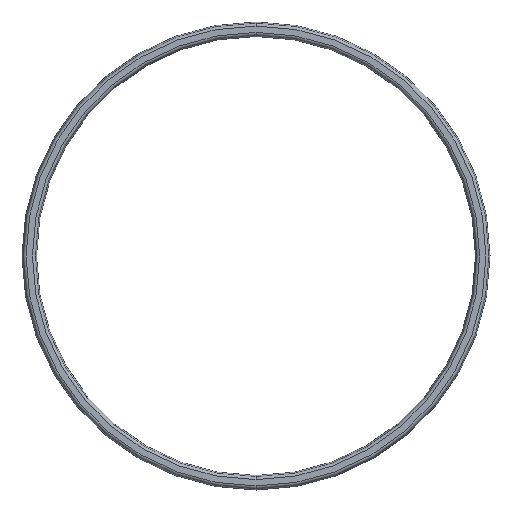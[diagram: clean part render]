
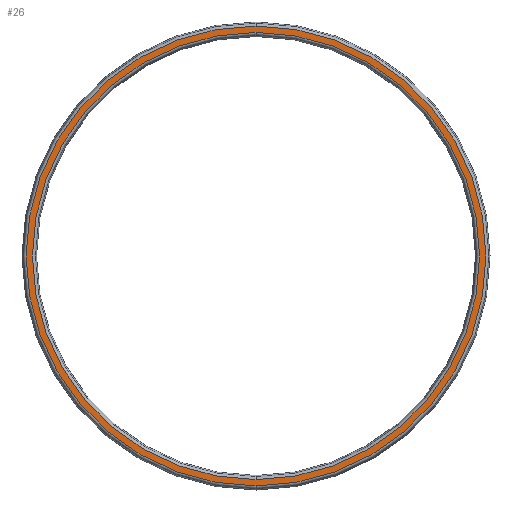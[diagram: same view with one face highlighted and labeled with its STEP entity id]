
A CAD part, front view. The second image highlights one B-rep face of the part: STEP entity #26.
In plain terms, the highlighted planar face has unit normal (0, -1, 0).
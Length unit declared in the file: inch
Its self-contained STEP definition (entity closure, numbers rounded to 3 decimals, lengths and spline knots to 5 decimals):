
#26 = ADVANCED_FACE ( 'NONE', ( #657, #368 ), #220, .T. ) ;
#28 = VERTEX_POINT ( 'NONE', #613 ) ;
#30 = AXIS2_PLACEMENT_3D ( 'NONE', #289, #136, #32 ) ;
#32 = DIRECTION ( 'NONE',  ( 0., 0., -1. ) ) ;
#41 = VERTEX_POINT ( 'NONE', #416 ) ;
#42 = EDGE_CURVE ( 'NONE', #506, #41, #444, .T. ) ;
#71 = CARTESIAN_POINT ( 'NONE',  ( 4.875, -0.25, 0. ) ) ;
#113 = CARTESIAN_POINT ( 'NONE',  ( 4.875, -0.25, 0. ) ) ;
#136 = DIRECTION ( 'NONE',  ( 0., 1., 0. ) ) ;
#138 = AXIS2_PLACEMENT_3D ( 'NONE', #113, #470, #313 ) ;
#148 = ORIENTED_EDGE ( 'NONE', *, *, #571, .T. ) ;
#183 = CARTESIAN_POINT ( 'NONE',  ( 4.875, -0.25, 0. ) ) ;
#185 = EDGE_CURVE ( 'NONE', #538, #28, #319, .T. ) ;
#203 = ORIENTED_EDGE ( 'NONE', *, *, #42, .T. ) ;
#220 = PLANE ( 'NONE',  #468 ) ;
#230 = ORIENTED_EDGE ( 'NONE', *, *, #284, .T. ) ;
#249 = CARTESIAN_POINT ( 'NONE',  ( 4.875, -0.25, -4.94301 ) ) ;
#262 = CARTESIAN_POINT ( 'NONE',  ( 4.875, -0.25, 4.80699 ) ) ;
#265 = AXIS2_PLACEMENT_3D ( 'NONE', #183, #587, #585 ) ;
#268 = DIRECTION ( 'NONE',  ( 0., 0., -1. ) ) ;
#271 = DIRECTION ( 'NONE',  ( 0., 0., -1. ) ) ;
#284 = EDGE_CURVE ( 'NONE', #28, #538, #554, .T. ) ;
#289 = CARTESIAN_POINT ( 'NONE',  ( 4.875, -0.25, 0. ) ) ;
#313 = DIRECTION ( 'NONE',  ( 0., 0., -1. ) ) ;
#319 = CIRCLE ( 'NONE', #30, 4.80699 ) ;
#322 = DIRECTION ( 'NONE',  ( 0., -1., 0. ) ) ;
#327 = CIRCLE ( 'NONE', #138, 4.94301 ) ;
#368 = FACE_BOUND ( 'NONE', #645, .T. ) ;
#383 = ORIENTED_EDGE ( 'NONE', *, *, #185, .T. ) ;
#416 = CARTESIAN_POINT ( 'NONE',  ( 4.875, -0.25, 4.94301 ) ) ;
#444 = CIRCLE ( 'NONE', #477, 4.94301 ) ;
#468 = AXIS2_PLACEMENT_3D ( 'NONE', #475, #578, #268 ) ;
#470 = DIRECTION ( 'NONE',  ( 0., -1., 0. ) ) ;
#475 = CARTESIAN_POINT ( 'NONE',  ( -0.10938, -0.25, 0. ) ) ;
#477 = AXIS2_PLACEMENT_3D ( 'NONE', #71, #322, #271 ) ;
#491 = EDGE_LOOP ( 'NONE', ( #203, #148 ) ) ;
#506 = VERTEX_POINT ( 'NONE', #249 ) ;
#538 = VERTEX_POINT ( 'NONE', #262 ) ;
#554 = CIRCLE ( 'NONE', #265, 4.80699 ) ;
#571 = EDGE_CURVE ( 'NONE', #41, #506, #327, .T. ) ;
#578 = DIRECTION ( 'NONE',  ( 0., -1., 0. ) ) ;
#585 = DIRECTION ( 'NONE',  ( 0., 0., -1. ) ) ;
#587 = DIRECTION ( 'NONE',  ( 0., 1., 0. ) ) ;
#613 = CARTESIAN_POINT ( 'NONE',  ( 4.875, -0.25, -4.80699 ) ) ;
#645 = EDGE_LOOP ( 'NONE', ( #230, #383 ) ) ;
#657 = FACE_OUTER_BOUND ( 'NONE', #491, .T. ) ;
